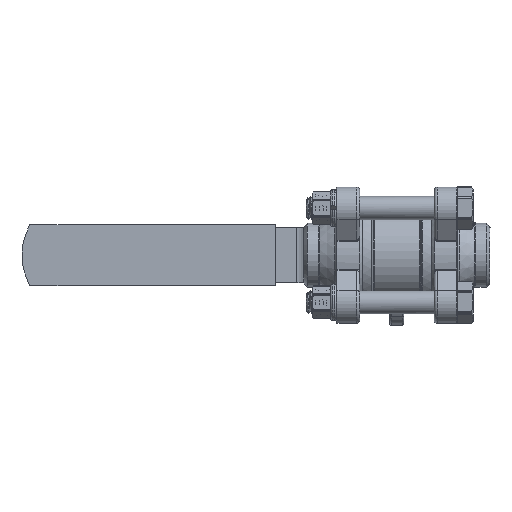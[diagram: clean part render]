
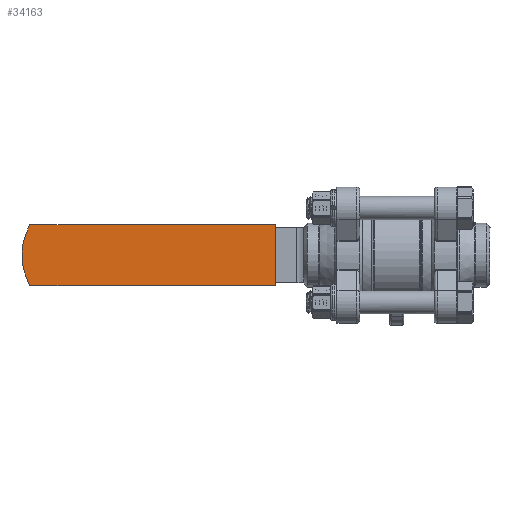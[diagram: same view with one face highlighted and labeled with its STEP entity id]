
A CAD part, front view. The second image highlights one B-rep face of the part: STEP entity #34163.
In plain terms, the highlighted planar face has unit normal (0, -1, 0).
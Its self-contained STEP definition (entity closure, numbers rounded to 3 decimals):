
#34123=CARTESIAN_POINT('',(-128.818,56.,0.001));
#34124=DIRECTION('',(0.0,1.0,0.0));
#34125=DIRECTION('',(0.0,0.0,-1.0));
#34126=AXIS2_PLACEMENT_3D('',#34123,#34124,#34125);
#34127=PLANE('',#34126);
#34128=CARTESIAN_POINT('',(-41.603,56.,10.501));
#34129=VERTEX_POINT('',#34128);
#34130=CARTESIAN_POINT('',(-41.603,56.,-10.499));
#34131=VERTEX_POINT('',#34130);
#34132=CARTESIAN_POINT('',(-41.603,56.,10.501));
#34133=DIRECTION('',(0.0,0.0,-1.0));
#34134=VECTOR('',#34133,21.0);
#34135=LINE('',#34132,#34134);
#34136=EDGE_CURVE('',#34129,#34131,#34135,.T.);
#34137=ORIENTED_EDGE('',*,*,#34136,.F.);
#34138=CARTESIAN_POINT('',(-126.103,56.,10.501));
#34139=VERTEX_POINT('',#34138);
#34140=CARTESIAN_POINT('',(-126.103,56.,10.501));
#34141=DIRECTION('',(1.0,0.0,0.0));
#34142=VECTOR('',#34141,84.5);
#34143=LINE('',#34140,#34142);
#34144=EDGE_CURVE('',#34139,#34129,#34143,.T.);
#34145=ORIENTED_EDGE('',*,*,#34144,.F.);
#34146=CARTESIAN_POINT('',(-126.103,56.,-10.499));
#34147=VERTEX_POINT('',#34146);
#34148=CARTESIAN_POINT('',(-107.151,56.,0.001));
#34149=DIRECTION('',(0.0,1.0,0.0));
#34150=DIRECTION('',(-0.875,0.0,-0.485));
#34151=AXIS2_PLACEMENT_3D('',#34148,#34149,#34150);
#34152=CIRCLE('',#34151,21.667);
#34153=EDGE_CURVE('',#34147,#34139,#34152,.T.);
#34154=ORIENTED_EDGE('',*,*,#34153,.F.);
#34155=CARTESIAN_POINT('',(-41.603,56.,-10.499));
#34156=DIRECTION('',(-1.0,0.0,0.0));
#34157=VECTOR('',#34156,84.5);
#34158=LINE('',#34155,#34157);
#34159=EDGE_CURVE('',#34131,#34147,#34158,.T.);
#34160=ORIENTED_EDGE('',*,*,#34159,.F.);
#34161=EDGE_LOOP('',(#34137,#34145,#34154,#34160));
#34162=FACE_OUTER_BOUND('',#34161,.T.);
#34163=ADVANCED_FACE('',(#34162),#34127,.F.);
